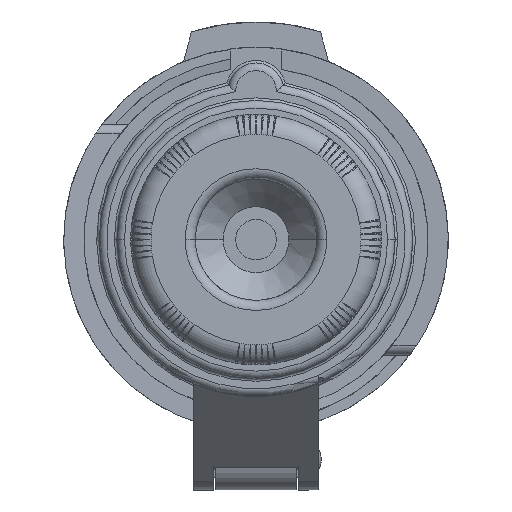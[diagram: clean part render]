
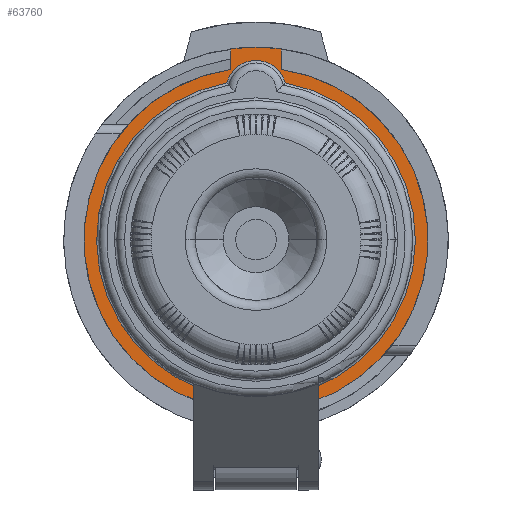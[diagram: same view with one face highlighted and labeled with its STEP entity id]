
A CAD part, front view. The second image highlights one B-rep face of the part: STEP entity #63760.
In plain terms, the highlighted face is planar.
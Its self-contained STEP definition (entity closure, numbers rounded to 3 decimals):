
#11430=CARTESIAN_POINT('',(-189.6,-111.928,29.734));
#11440=VERTEX_POINT('',#11430);
#12250=CARTESIAN_POINT('',(-194.207,-111.928,
-30.963));
#12260=VERTEX_POINT('',#12250);
#12290=CARTESIAN_POINT('',(-200.,-111.928,0.)
);
#12300=DIRECTION('',(0.,1.,0.));
#12310=DIRECTION('',(-1.,0.,0.));
#12320=AXIS2_PLACEMENT_3D('',#12290,#12300,#12310);
#12330=CIRCLE('',#12320,31.5);
#12340=EDGE_CURVE('',#11440,#12260,#12330,.T.);
#22800=CARTESIAN_POINT('',(-210.4,-111.928,30.686));
#22810=VERTEX_POINT('',#22800);
#23580=CARTESIAN_POINT('',(-189.6,-111.928,30.686));
#23590=VERTEX_POINT('',#23580);
#60580=CARTESIAN_POINT('',(-195.,-111.928,
-37.67));
#60590=VERTEX_POINT('',#60580);
#60620=CARTESIAN_POINT('',(-200.,-111.928,0.
));
#60630=DIRECTION('',(0.,-1.,0.));
#60640=DIRECTION('',(1.,0.,0.));
#60650=AXIS2_PLACEMENT_3D('',#60620,#60630,#60640);
#60660=CIRCLE('',#60650,38.);
#60670=CARTESIAN_POINT('',(-205.,-111.928,
-37.67));
#60680=VERTEX_POINT('',#60670);
#60690=EDGE_CURVE('',#60680,#60590,#60660,.T.);
#62910=CARTESIAN_POINT('',(-200.,-111.928,37.85));
#62920=DIRECTION('',(0.,-1.,0.));
#62930=DIRECTION('',(1.,0.,0.));
#62940=AXIS2_PLACEMENT_3D('',#62910,#62920,#62930);
#62950=PLANE('',#62940);
#62960=CARTESIAN_POINT('',(-210.4,-111.928,0.));
#62970=DIRECTION('',(0.,0.,-1.));
#62980=VECTOR('',#62970,1.);
#62990=LINE('',#62960,#62980);
#63000=CARTESIAN_POINT('',(-210.4,-111.928,
29.734));
#63010=VERTEX_POINT('',#63000);
#63020=EDGE_CURVE('',#22810,#63010,#62990,.T.);
#63030=ORIENTED_EDGE('',*,*,#63020,.T.);
#63040=CARTESIAN_POINT('',(-210.4,-111.928,0.));
#63050=DIRECTION('',(0.,0.,-1.));
#63060=VECTOR('',#63050,1.);
#63070=LINE('',#63040,#63060);
#63080=CARTESIAN_POINT('',(-210.4,-111.928,32.37));
#63090=VERTEX_POINT('',#63080);
#63100=EDGE_CURVE('',#63090,#22810,#63070,.T.);
#63110=ORIENTED_EDGE('',*,*,#63100,.T.);
#63120=CARTESIAN_POINT('',(-200.,-111.928,0.
));
#63130=DIRECTION('',(0.,1.,0.));
#63140=DIRECTION('',(0.,0.,1.));
#63150=AXIS2_PLACEMENT_3D('',#63120,#63130,#63140);
#63160=CIRCLE('',#63150,34.);
#63170=CARTESIAN_POINT('',(-205.,-111.928,
-33.63));
#63180=VERTEX_POINT('',#63170);
#63190=EDGE_CURVE('',#63180,#63090,#63160,.T.);
#63200=ORIENTED_EDGE('',*,*,#63190,.T.);
#63210=CARTESIAN_POINT('',(-205.,-111.928,0.));
#63220=DIRECTION('',(0.,0.,-1.));
#63230=VECTOR('',#63220,1.);
#63240=LINE('',#63210,#63230);
#63250=EDGE_CURVE('',#63180,#60680,#63240,.T.);
#63260=ORIENTED_EDGE('',*,*,#63250,.F.);
#63270=ORIENTED_EDGE('',*,*,#60690,.F.);
#63280=CARTESIAN_POINT('',(-195.,-111.928,0.));
#63290=DIRECTION('',(0.,0.,-1.));
#63300=VECTOR('',#63290,1.);
#63310=LINE('',#63280,#63300);
#63320=CARTESIAN_POINT('',(-195.,-111.928,
-33.63));
#63330=VERTEX_POINT('',#63320);
#63340=EDGE_CURVE('',#63330,#60590,#63310,.T.);
#63350=ORIENTED_EDGE('',*,*,#63340,.T.);
#63360=CARTESIAN_POINT('',(-200.,-111.928,0.
));
#63370=DIRECTION('',(0.,1.,0.));
#63380=DIRECTION('',(0.,0.,1.));
#63390=AXIS2_PLACEMENT_3D('',#63360,#63370,#63380);
#63400=CIRCLE('',#63390,34.);
#63410=CARTESIAN_POINT('',(-189.6,-111.928,32.37));
#63420=VERTEX_POINT('',#63410);
#63430=EDGE_CURVE('',#63420,#63330,#63400,.T.);
#63440=ORIENTED_EDGE('',*,*,#63430,.T.);
#63450=CARTESIAN_POINT('',(-189.6,-111.928,0.));
#63460=DIRECTION('',(0.,0.,1.));
#63470=VECTOR('',#63460,1.);
#63480=LINE('',#63450,#63470);
#63490=EDGE_CURVE('',#23590,#63420,#63480,.T.);
#63500=ORIENTED_EDGE('',*,*,#63490,.T.);
#63510=CARTESIAN_POINT('',(-189.6,-111.928,0.));
#63520=DIRECTION('',(0.,0.,1.));
#63530=VECTOR('',#63520,1.);
#63540=LINE('',#63510,#63530);
#63550=EDGE_CURVE('',#11440,#23590,#63540,.T.);
#63560=ORIENTED_EDGE('',*,*,#63550,.T.);
#63570=ORIENTED_EDGE('',*,*,#12340,.F.);
#63580=CARTESIAN_POINT('',(-200.,-111.928,-29.4));
#63590=DIRECTION('',(0.,-1.,0.));
#63600=DIRECTION('',(-1.,0.,0.));
#63610=AXIS2_PLACEMENT_3D('',#63580,#63590,#63600);
#63620=CIRCLE('',#63610,6.);
#63630=CARTESIAN_POINT('',(-205.793,-111.928,
-30.963));
#63640=VERTEX_POINT('',#63630);
#63650=EDGE_CURVE('',#63640,#12260,#63620,.T.);
#63660=ORIENTED_EDGE('',*,*,#63650,.T.);
#63670=CARTESIAN_POINT('',(-200.,-111.928,0.)
);
#63680=DIRECTION('',(0.,1.,0.));
#63690=DIRECTION('',(-1.,0.,0.));
#63700=AXIS2_PLACEMENT_3D('',#63670,#63680,#63690);
#63710=CIRCLE('',#63700,31.5);
#63720=EDGE_CURVE('',#63640,#63010,#63710,.T.);
#63730=ORIENTED_EDGE('',*,*,#63720,.F.);
#63740=EDGE_LOOP('',(#63730,#63660,#63570,#63560,#63500,#63440,#63350,
#63270,#63260,#63200,#63110,#63030));
#63750=FACE_OUTER_BOUND('',#63740,.T.);
#63760=ADVANCED_FACE('',(#63750),#62950,.F.);
